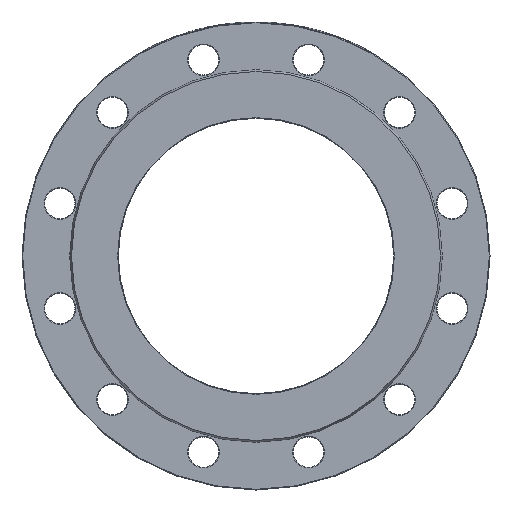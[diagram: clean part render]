
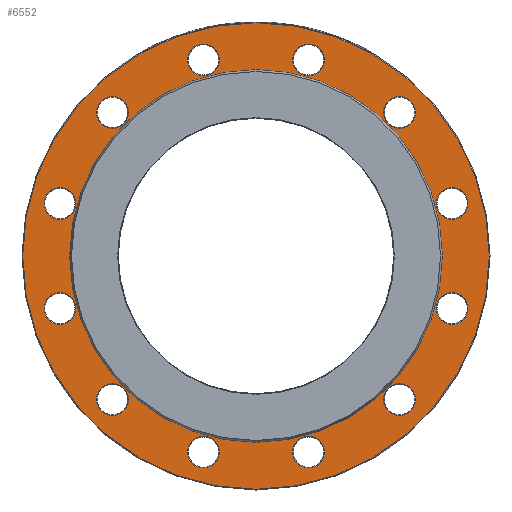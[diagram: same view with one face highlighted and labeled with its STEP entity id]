
A CAD part, left-side view. The second image highlights one B-rep face of the part: STEP entity #6552.
In plain terms, the highlighted planar face has unit normal (-1, 0, 0).
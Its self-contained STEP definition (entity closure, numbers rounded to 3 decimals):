
#165 = EDGE_CURVE ( 'NONE', #3121, #3121, #6247, .T. ) ;
#192 = CARTESIAN_POINT ( 'NONE',  ( 3., -142.474, -38.176 ) ) ;
#204 = ORIENTED_EDGE ( 'NONE', *, *, #1608, .T. ) ;
#258 = PLANE ( 'NONE',  #2106 ) ;
#337 = DIRECTION ( 'NONE',  ( 0., 0.5, 0.866 ) ) ;
#341 = VERTEX_POINT ( 'NONE', #4761 ) ;
#419 = EDGE_LOOP ( 'NONE', ( #6733 ) ) ;
#819 = CARTESIAN_POINT ( 'NONE',  ( 3., 142.474, -38.176 ) ) ;
#836 = CARTESIAN_POINT ( 'NONE',  ( 3., -104.298, -104.298 ) ) ;
#943 = FACE_BOUND ( 'NONE', #5583, .T. ) ;
#977 = VERTEX_POINT ( 'NONE', #7147 ) ;
#1069 = DIRECTION ( 'NONE',  ( 0., -0.5, 0.866 ) ) ;
#1094 = DIRECTION ( 'NONE',  ( 0., 0.5, -0.866 ) ) ;
#1154 = AXIS2_PLACEMENT_3D ( 'NONE', #3014, #9765, #8371 ) ;
#1311 = CIRCLE ( 'NONE', #8127, 11.5 ) ;
#1485 = ORIENTED_EDGE ( 'NONE', *, *, #9285, .T. ) ;
#1563 = DIRECTION ( 'NONE',  ( 1., 0., 0. ) ) ;
#1586 = DIRECTION ( 'NONE',  ( 1., 0., 0. ) ) ;
#1608 = EDGE_CURVE ( 'NONE', #5462, #5462, #5283, .T. ) ;
#1610 = CARTESIAN_POINT ( 'NONE',  ( 3., 142.474, 38.176 ) ) ;
#1666 = EDGE_CURVE ( 'NONE', #3872, #3872, #1311, .T. ) ;
#1683 = FACE_BOUND ( 'NONE', #2438, .T. ) ;
#1698 = CARTESIAN_POINT ( 'NONE',  ( 3., 104.298, 104.298 ) ) ;
#1730 = AXIS2_PLACEMENT_3D ( 'NONE', #4956, #9553, #8812 ) ;
#1837 = ORIENTED_EDGE ( 'NONE', *, *, #1666, .T. ) ;
#1919 = CARTESIAN_POINT ( 'NONE',  ( 3., -28.217, 148.224 ) ) ;
#2106 = AXIS2_PLACEMENT_3D ( 'NONE', #3277, #4080, #6314 ) ;
#2116 = AXIS2_PLACEMENT_3D ( 'NONE', #836, #4613, #2970 ) ;
#2167 = CARTESIAN_POINT ( 'NONE',  ( 3., -98.548, 114.258 ) ) ;
#2187 = EDGE_CURVE ( 'NONE', #5314, #5314, #9558, .T. ) ;
#2193 = EDGE_LOOP ( 'NONE', ( #8004 ) ) ;
#2202 = DIRECTION ( 'NONE',  ( 0., -0.866, -0.5 ) ) ;
#2257 = EDGE_CURVE ( 'NONE', #6908, #6908, #4180, .T. ) ;
#2390 = ORIENTED_EDGE ( 'NONE', *, *, #7889, .T. ) ;
#2438 = EDGE_LOOP ( 'NONE', ( #204 ) ) ;
#2443 = DIRECTION ( 'NONE',  ( 1., 0., 0. ) ) ;
#2575 = FACE_BOUND ( 'NONE', #9395, .T. ) ;
#2660 = VERTEX_POINT ( 'NONE', #7436 ) ;
#2892 = AXIS2_PLACEMENT_3D ( 'NONE', #1698, #4097, #7126 ) ;
#2922 = EDGE_CURVE ( 'NONE', #6954, #6954, #3676, .T. ) ;
#2970 = DIRECTION ( 'NONE',  ( 0., -0.866, 0.5 ) ) ;
#3014 = CARTESIAN_POINT ( 'NONE',  ( 3., 0., 0. ) ) ;
#3088 = CARTESIAN_POINT ( 'NONE',  ( 3., -38.176, -142.474 ) ) ;
#3121 = VERTEX_POINT ( 'NONE', #9125 ) ;
#3158 = CARTESIAN_POINT ( 'NONE',  ( 3., 104.298, -104.298 ) ) ;
#3214 = CARTESIAN_POINT ( 'NONE',  ( 3., 49.676, 142.474 ) ) ;
#3277 = CARTESIAN_POINT ( 'NONE',  ( 3., 135.336, 0. ) ) ;
#3385 = CIRCLE ( 'NONE', #5932, 11.5 ) ;
#3457 = CARTESIAN_POINT ( 'NONE',  ( 3., 28.217, -148.224 ) ) ;
#3676 = CIRCLE ( 'NONE', #4457, 11.5 ) ;
#3826 = ORIENTED_EDGE ( 'NONE', *, *, #6854, .F. ) ;
#3872 = VERTEX_POINT ( 'NONE', #9073 ) ;
#3914 = CARTESIAN_POINT ( 'NONE',  ( 3., -142.474, 38.176 ) ) ;
#3980 = FACE_BOUND ( 'NONE', #9531, .T. ) ;
#4033 = FACE_BOUND ( 'NONE', #6360, .T. ) ;
#4051 = EDGE_LOOP ( 'NONE', ( #5419 ) ) ;
#4080 = DIRECTION ( 'NONE',  ( 1., 0., 0. ) ) ;
#4097 = DIRECTION ( 'NONE',  ( 1., 0., 0. ) ) ;
#4108 = EDGE_CURVE ( 'NONE', #341, #341, #7138, .T. ) ;
#4180 = CIRCLE ( 'NONE', #2116, 11.5 ) ;
#4223 = VERTEX_POINT ( 'NONE', #1919 ) ;
#4457 = AXIS2_PLACEMENT_3D ( 'NONE', #6228, #2443, #5486 ) ;
#4527 = EDGE_LOOP ( 'NONE', ( #4861 ) ) ;
#4613 = DIRECTION ( 'NONE',  ( 1., 0., 0. ) ) ;
#4626 = DIRECTION ( 'NONE',  ( 0., -1., 0. ) ) ;
#4663 = DIRECTION ( 'NONE',  ( 1., 0., 0. ) ) ;
#4700 = ORIENTED_EDGE ( 'NONE', *, *, #2922, .T. ) ;
#4704 = DIRECTION ( 'NONE',  ( 0., -0.5, -0.866 ) ) ;
#4708 = DIRECTION ( 'NONE',  ( 1., 0., 0. ) ) ;
#4726 = FACE_BOUND ( 'NONE', #7713, .T. ) ;
#4757 = DIRECTION ( 'NONE',  ( 1., 0., 0. ) ) ;
#4761 = CARTESIAN_POINT ( 'NONE',  ( 3., 98.548, -114.258 ) ) ;
#4814 = CARTESIAN_POINT ( 'NONE',  ( 3., 142.474, -49.676 ) ) ;
#4833 = ORIENTED_EDGE ( 'NONE', *, *, #4938, .T. ) ;
#4861 = ORIENTED_EDGE ( 'NONE', *, *, #165, .T. ) ;
#4938 = EDGE_CURVE ( 'NONE', #4223, #4223, #5403, .T. ) ;
#4956 = CARTESIAN_POINT ( 'NONE',  ( 3., -38.176, 142.474 ) ) ;
#4969 = CIRCLE ( 'NONE', #9074, 11.5 ) ;
#5040 = EDGE_LOOP ( 'NONE', ( #7229 ) ) ;
#5283 = CIRCLE ( 'NONE', #6566, 11.5 ) ;
#5314 = VERTEX_POINT ( 'NONE', #8425 ) ;
#5403 = CIRCLE ( 'NONE', #1730, 11.5 ) ;
#5419 = ORIENTED_EDGE ( 'NONE', *, *, #7851, .T. ) ;
#5462 = VERTEX_POINT ( 'NONE', #6055 ) ;
#5477 = FACE_BOUND ( 'NONE', #5977, .T. ) ;
#5486 = DIRECTION ( 'NONE',  ( 0., 1., 0. ) ) ;
#5583 = EDGE_LOOP ( 'NONE', ( #9745 ) ) ;
#5617 = FACE_BOUND ( 'NONE', #9642, .T. ) ;
#5735 = CIRCLE ( 'NONE', #8103, 11.5 ) ;
#5751 = VERTEX_POINT ( 'NONE', #8869 ) ;
#5911 = CIRCLE ( 'NONE', #2892, 11.5 ) ;
#5930 = AXIS2_PLACEMENT_3D ( 'NONE', #1610, #6378, #1094 ) ;
#5932 = AXIS2_PLACEMENT_3D ( 'NONE', #819, #6745, #9006 ) ;
#5977 = EDGE_LOOP ( 'NONE', ( #4833 ) ) ;
#6055 = CARTESIAN_POINT ( 'NONE',  ( 3., -148.224, -28.217 ) ) ;
#6197 = DIRECTION ( 'NONE',  ( 0., 0., 1. ) ) ;
#6228 = CARTESIAN_POINT ( 'NONE',  ( 3., 38.176, 142.474 ) ) ;
#6247 = CIRCLE ( 'NONE', #5930, 11.5 ) ;
#6314 = DIRECTION ( 'NONE',  ( 0., 0., -1. ) ) ;
#6360 = EDGE_LOOP ( 'NONE', ( #1837 ) ) ;
#6367 = FACE_BOUND ( 'NONE', #2193, .T. ) ;
#6378 = DIRECTION ( 'NONE',  ( 1., 0., 0. ) ) ;
#6552 = ADVANCED_FACE ( 'NONE', ( #7786, #9322, #5617, #5477, #8488, #4033, #1683, #4726, #943, #3980, #6367, #7064, #7017, #2575 ), #258, .F. ) ;
#6566 = AXIS2_PLACEMENT_3D ( 'NONE', #192, #4708, #1069 ) ;
#6642 = DIRECTION ( 'NONE',  ( 0., 0., -1. ) ) ;
#6733 = ORIENTED_EDGE ( 'NONE', *, *, #8040, .T. ) ;
#6745 = DIRECTION ( 'NONE',  ( 1., 0., 0. ) ) ;
#6854 = EDGE_CURVE ( 'NONE', #977, #977, #7662, .T. ) ;
#6892 = DIRECTION ( 'NONE',  ( 1., 0., 0. ) ) ;
#6908 = VERTEX_POINT ( 'NONE', #8330 ) ;
#6954 = VERTEX_POINT ( 'NONE', #3214 ) ;
#7017 = FACE_OUTER_BOUND ( 'NONE', #5040, .T. ) ;
#7064 = FACE_BOUND ( 'NONE', #4051, .T. ) ;
#7126 = DIRECTION ( 'NONE',  ( 0., 0.866, -0.5 ) ) ;
#7138 = CIRCLE ( 'NONE', #8395, 11.5 ) ;
#7142 = CARTESIAN_POINT ( 'NONE',  ( 3., -104.298, 104.298 ) ) ;
#7147 = CARTESIAN_POINT ( 'NONE',  ( 3., 0., 135.336 ) ) ;
#7201 = VERTEX_POINT ( 'NONE', #3457 ) ;
#7229 = ORIENTED_EDGE ( 'NONE', *, *, #8520, .T. ) ;
#7428 = CARTESIAN_POINT ( 'NONE',  ( 3., 38.176, -142.474 ) ) ;
#7436 = CARTESIAN_POINT ( 'NONE',  ( 3., 114.258, 98.548 ) ) ;
#7662 = CIRCLE ( 'NONE', #1154, 135.336 ) ;
#7713 = EDGE_LOOP ( 'NONE', ( #9693 ) ) ;
#7786 = FACE_BOUND ( 'NONE', #4527, .T. ) ;
#7798 = AXIS2_PLACEMENT_3D ( 'NONE', #8902, #9048, #6642 ) ;
#7851 = EDGE_CURVE ( 'NONE', #7924, #7924, #3385, .T. ) ;
#7889 = EDGE_CURVE ( 'NONE', #7201, #7201, #4969, .T. ) ;
#7924 = VERTEX_POINT ( 'NONE', #4814 ) ;
#8004 = ORIENTED_EDGE ( 'NONE', *, *, #4108, .T. ) ;
#8039 = EDGE_LOOP ( 'NONE', ( #1485 ) ) ;
#8040 = EDGE_CURVE ( 'NONE', #2660, #2660, #5911, .T. ) ;
#8103 = AXIS2_PLACEMENT_3D ( 'NONE', #7142, #4757, #337 ) ;
#8127 = AXIS2_PLACEMENT_3D ( 'NONE', #3914, #4663, #6197 ) ;
#8330 = CARTESIAN_POINT ( 'NONE',  ( 3., -114.258, -98.548 ) ) ;
#8371 = DIRECTION ( 'NONE',  ( 0., 0., 1. ) ) ;
#8395 = AXIS2_PLACEMENT_3D ( 'NONE', #3158, #1563, #4704 ) ;
#8425 = CARTESIAN_POINT ( 'NONE',  ( 3., -49.676, -142.474 ) ) ;
#8488 = FACE_BOUND ( 'NONE', #8039, .T. ) ;
#8520 = EDGE_CURVE ( 'NONE', #5751, #5751, #8913, .T. ) ;
#8812 = DIRECTION ( 'NONE',  ( 0., 0.866, 0.5 ) ) ;
#8869 = CARTESIAN_POINT ( 'NONE',  ( 3., 0., -169.5 ) ) ;
#8902 = CARTESIAN_POINT ( 'NONE',  ( 3., 0., 0. ) ) ;
#8913 = CIRCLE ( 'NONE', #7798, 169.5 ) ;
#8927 = AXIS2_PLACEMENT_3D ( 'NONE', #3088, #1586, #4626 ) ;
#9006 = DIRECTION ( 'NONE',  ( 0., 0., -1. ) ) ;
#9048 = DIRECTION ( 'NONE',  ( -1., 0., 0. ) ) ;
#9073 = CARTESIAN_POINT ( 'NONE',  ( 3., -142.474, 49.676 ) ) ;
#9074 = AXIS2_PLACEMENT_3D ( 'NONE', #7428, #6892, #2202 ) ;
#9125 = CARTESIAN_POINT ( 'NONE',  ( 3., 148.224, 28.217 ) ) ;
#9285 = EDGE_CURVE ( 'NONE', #9664, #9664, #5735, .T. ) ;
#9322 = FACE_BOUND ( 'NONE', #419, .T. ) ;
#9395 = EDGE_LOOP ( 'NONE', ( #3826 ) ) ;
#9531 = EDGE_LOOP ( 'NONE', ( #2390 ) ) ;
#9553 = DIRECTION ( 'NONE',  ( 1., 0., 0. ) ) ;
#9558 = CIRCLE ( 'NONE', #8927, 11.5 ) ;
#9642 = EDGE_LOOP ( 'NONE', ( #4700 ) ) ;
#9664 = VERTEX_POINT ( 'NONE', #2167 ) ;
#9693 = ORIENTED_EDGE ( 'NONE', *, *, #2257, .T. ) ;
#9745 = ORIENTED_EDGE ( 'NONE', *, *, #2187, .T. ) ;
#9765 = DIRECTION ( 'NONE',  ( -1., 0., 0. ) ) ;
